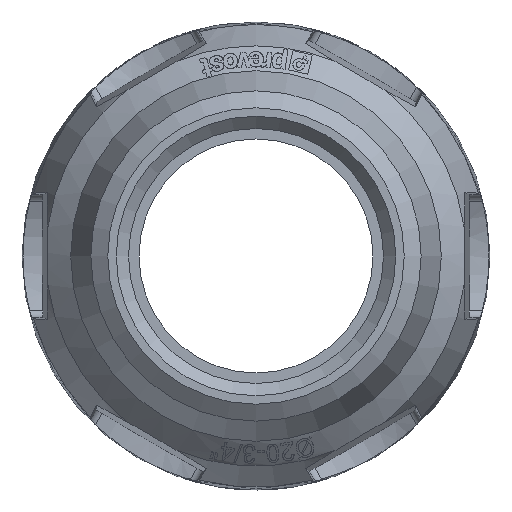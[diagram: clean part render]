
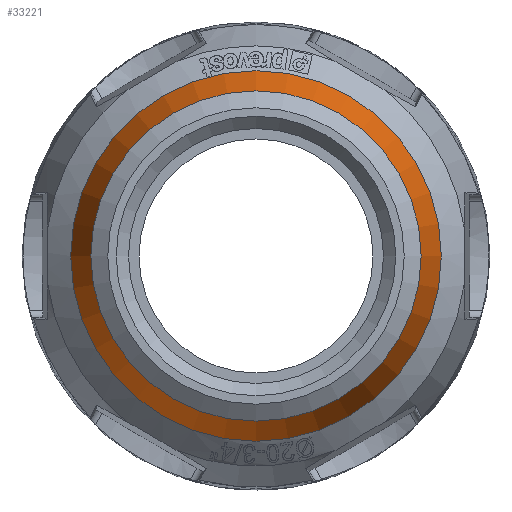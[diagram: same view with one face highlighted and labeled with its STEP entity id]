
A CAD part, front view. The second image highlights one B-rep face of the part: STEP entity #33221.
In plain terms, the highlighted conical face has half-angle 19 degrees and reference radius 13.412 mm.
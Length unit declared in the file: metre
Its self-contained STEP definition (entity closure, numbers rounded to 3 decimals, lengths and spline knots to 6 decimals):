
#2950=FACE_OUTER_BOUND('',#4834,.T.);
#4834=EDGE_LOOP('',(#27123,#27124,#27125,#27126,#27127,#27128));
#9560=LINE('',#79495,#11325);
#11325=VECTOR('',#39087,0.013411);
#11681=CIRCLE('',#33944,0.015047);
#11682=CIRCLE('',#33945,0.015047);
#12072=CIRCLE('',#35004,0.013411);
#12073=CIRCLE('',#35005,0.013411);
#12431=VERTEX_POINT('',#41619);
#12432=VERTEX_POINT('',#41621);
#15286=VERTEX_POINT('',#79494);
#15287=VERTEX_POINT('',#79496);
#15687=EDGE_CURVE('',#12432,#12431,#11681,.T.);
#15688=EDGE_CURVE('',#12431,#12432,#11682,.T.);
#19782=EDGE_CURVE('',#12431,#15286,#9560,.T.);
#19783=EDGE_CURVE('',#15287,#15286,#12072,.T.);
#19784=EDGE_CURVE('',#15286,#15287,#12073,.T.);
#27123=ORIENTED_EDGE('',*,*,#15687,.T.);
#27124=ORIENTED_EDGE('',*,*,#19782,.T.);
#27125=ORIENTED_EDGE('',*,*,#19783,.F.);
#27126=ORIENTED_EDGE('',*,*,#19784,.F.);
#27127=ORIENTED_EDGE('',*,*,#19782,.F.);
#27128=ORIENTED_EDGE('',*,*,#15688,.T.);
#30251=CONICAL_SURFACE('',#35003,0.013411,0.332);
#33221=ADVANCED_FACE('',(#2950),#30251,.T.);
#33944=AXIS2_PLACEMENT_3D('',#41622,#35562,#35563);
#33945=AXIS2_PLACEMENT_3D('',#41623,#35564,#35565);
#35003=AXIS2_PLACEMENT_3D('',#79493,#39085,#39086);
#35004=AXIS2_PLACEMENT_3D('',#79497,#39088,#39089);
#35005=AXIS2_PLACEMENT_3D('',#79498,#39090,#39091);
#35562=DIRECTION('center_axis',(0.,-1.,0.));
#35563=DIRECTION('ref_axis',(1.,0.,0.));
#35564=DIRECTION('center_axis',(0.,-1.,0.));
#35565=DIRECTION('ref_axis',(1.,0.,0.));
#39085=DIRECTION('center_axis',(0.,1.,0.));
#39086=DIRECTION('ref_axis',(0.,0.,
-1.));
#39087=DIRECTION('',(0.,-0.946,-0.326));
#39088=DIRECTION('center_axis',(0.,-1.,0.));
#39089=DIRECTION('ref_axis',(0.,0.,
-1.));
#39090=DIRECTION('center_axis',(0.,-1.,0.));
#39091=DIRECTION('ref_axis',(0.,0.,
-1.));
#41619=CARTESIAN_POINT('',(0.,-0.072166,0.015047));
#41621=CARTESIAN_POINT('',(0.015047,-0.072166,0.));
#41622=CARTESIAN_POINT('Origin',(0.,-0.072166,0.));
#41623=CARTESIAN_POINT('Origin',(0.,-0.072166,0.));
#79493=CARTESIAN_POINT('Origin',(0.,-0.076916,0.));
#79494=CARTESIAN_POINT('',(0.,-0.076916,0.013411));
#79495=CARTESIAN_POINT('',(0.,-0.076916,0.013411));
#79496=CARTESIAN_POINT('',(0.,-0.076916,-0.013411));
#79497=CARTESIAN_POINT('Origin',(0.,-0.076916,0.));
#79498=CARTESIAN_POINT('Origin',(0.,-0.076916,0.));
